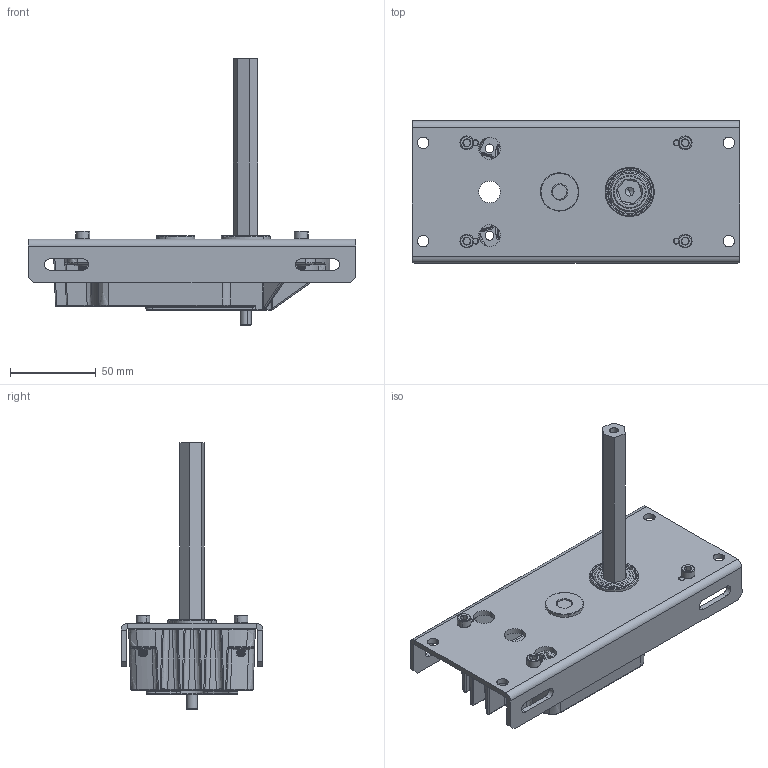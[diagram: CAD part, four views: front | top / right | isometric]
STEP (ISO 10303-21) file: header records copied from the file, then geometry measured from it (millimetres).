
FILE_DESCRIPTION (( 'STEP AP214' ), '1' );
FILE_NAME ('ToughBox Micro S AM14U Shaft Angled Plate.STEP', '2023-01-07T19:05:35', ( '' ), ( '' ), 'SwSTEP 2.0', 'SolidWorks 2022', '' );
FILE_SCHEMA (( 'AUTOMOTIVE_DESIGN' ));
Length unit declared in the file: inch
Products named in the file (14): am-3228 ToughBox Micro Angled Shaft Plate; 250x1000_dowel; am-4731 ToughBox E Long Hex Output Shaft; ToughBox Micro S AM14U Shaft Angled Plate; am-1047 10-32 x 0750 SHCS_90128A945; am-0516 3-8 in ID 7-8 in OD Shielded Ball Bearing R6ZZ_60355K45; am-0028 3-8 ID Flanged Bearing; am-4731 ToughBox E Long Hex Output_Pin; am-1042 10-32 Nylock Nut_90631A411; am-2986 FR8ZZ Hex Bearing; am-0206 1-2 in Shaft External Klipring_97431A340; ToughBox Micro S Configurable Base; am-0152 ToughBox Small Cluster Shaft; am-3157 ToughBox Micro Housing
Assembly tree (20 placements, depth 3):
  ToughBox Micro S AM14U Shaft Angled Plate
    ToughBox Micro S Configurable Base
      am-3157 ToughBox Micro Housing
      am-1042 10-32 Nylock Nut_90631A411  x4
      am-0152 ToughBox Small Cluster Shaft
      am-0516 3-8 in ID 7-8 in OD Shielded Ball Bearing R6ZZ_60355K45  x2
      am-1047 10-32 x 0750 SHCS_90128A945  x4
      am-0028 3-8 ID Flanged Bearing
    am-2986 FR8ZZ Hex Bearing
    am-0206 1-2 in Shaft External Klipring_97431A340
    am-4731 ToughBox E Long Hex Output_Pin
      am-4731 ToughBox E Long Hex Output Shaft
      250x1000_dowel
    am-3228 ToughBox Micro Angled Shaft Plate
Bounding box: 190.5 x 82.55 x 154.93 mm (x, y, z)
Volume: 187304.5 mm3; surface area: 123311.2 mm2
Topology: 50 solids, 50 shells, 2412 faces, 6025 edges, 3684 vertices
Faces by surface type: cylinder 855, bspline 566, plane 434, cone 319, torus 171, sphere 67
Entity records: 72666 total; most frequent: CARTESIAN_POINT 36165, ORIENTED_EDGE 8270, DIRECTION 6140, EDGE_CURVE 4135, VERTEX_POINT 2537, AXIS2_PLACEMENT_3D 2327, EDGE_LOOP 1838, FACE_OUTER_BOUND 1699
